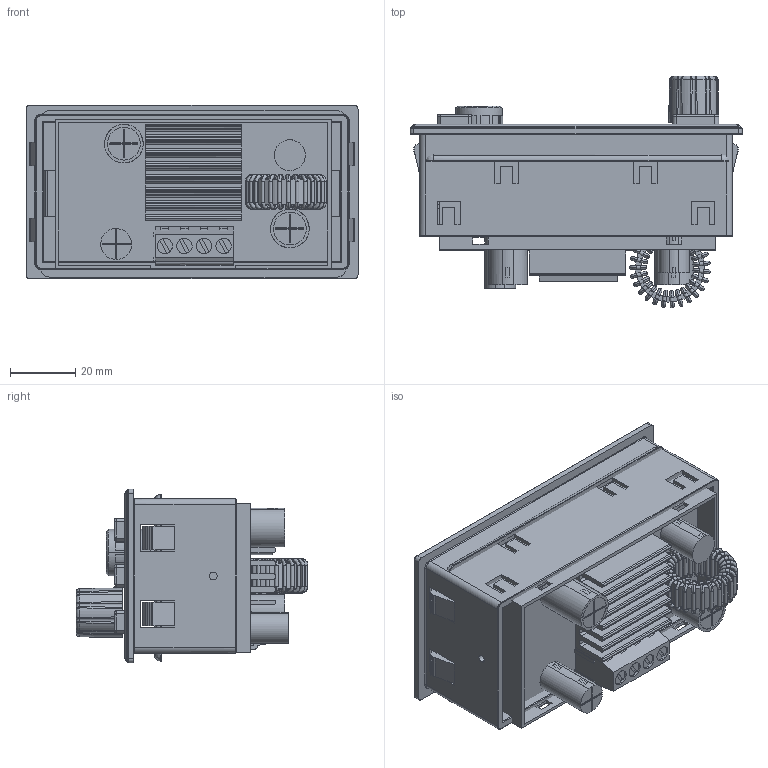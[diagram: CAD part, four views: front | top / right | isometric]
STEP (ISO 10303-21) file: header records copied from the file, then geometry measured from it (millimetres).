
FILE_DESCRIPTION(('FreeCAD Model'),'2;1');
FILE_NAME('Open CASCADE Shape Model','2025-04-30T03:23:37',('FreeCAD'),( 'FreeCAD'),'Open CASCADE STEP processor 7.6','FreeCAD','Unknown');
FILE_SCHEMA(('AUTOMOTIVE_DESIGN { 1 0 10303 214 1 1 1 1 }'));
Products named in the file (1): Open CASCADE STEP translator 7.6 1
Bounding box: 101.41 x 70.85 x 53.06 mm (x, y, z)
Volume: 72587.4 mm3; surface area: 82935.5 mm2
Topology: 54 solids, 54 shells, 2333 faces, 6259 edges, 3973 vertices
Faces by surface type: bspline 2333
Entity records: 80430 total; most frequent: CARTESIAN_POINT 45113, ORIENTED_EDGE 12382, EDGE_CURVE 6191, B_SPLINE_CURVE_WITH_KNOTS 4227, VERTEX_POINT 3973, FACE_BOUND 2476, EDGE_LOOP 2476, ADVANCED_FACE 2333
